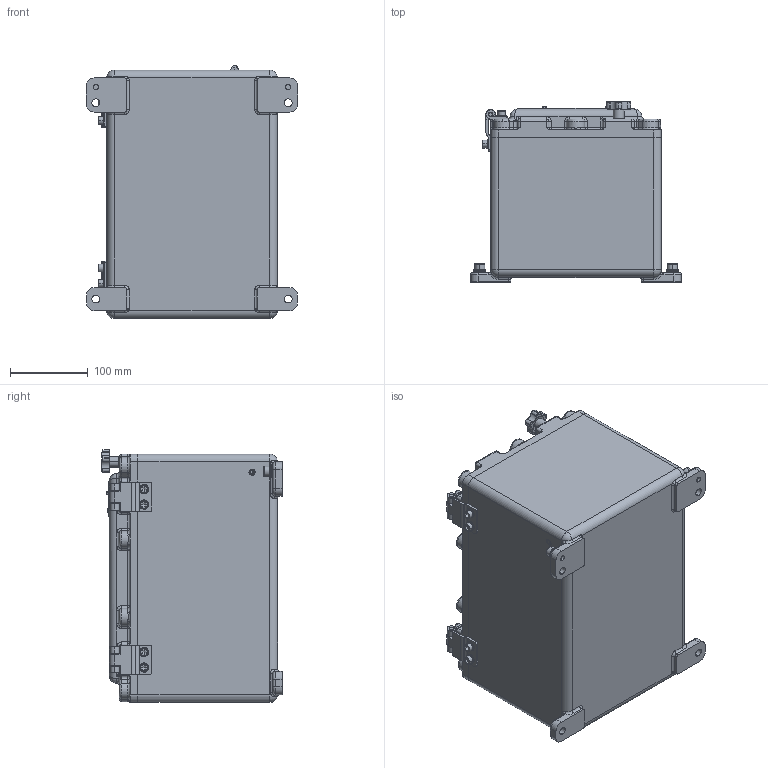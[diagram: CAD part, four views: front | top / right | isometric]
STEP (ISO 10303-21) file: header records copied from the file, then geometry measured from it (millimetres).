
FILE_DESCRIPTION (( 'STEP AP203' ), '1' );
FILE_NAME ('40104010.step', '2019-04-15T13:59:02', ( '' ), ( '' ), 'SwSTEP 2.0', 'SolidWorks 2018', '' );
FILE_SCHEMA (( 'CONFIG_CONTROL_DESIGN' ));
Length unit declared in the file: millimetre
Products named in the file (25): 40000036126_4-5g; 70439; 40104010; 93711; 92780; 93426; 83126; 70850_Tag plate & name plate machining; 56931; 83134; 93351; 98056; 93414; 92081; 92785; 82014_40104010; 93412; 98063; 70440; 93430_EN ISO 4762 M8 x 12 - 12N; 92783; 93417_M8x30; 40304010; 70800_Hinge MCN; 41149
Assembly tree (75 placements, depth 3):
  40000036126_4-5g
  40104010
    70800_Hinge MCN
    82014_40104010
    40304010
    98063  x10
    93711  x2
    93426  x8
    98056  x4
    93351  x2
    93430_EN ISO 4762 M8 x 12 - 12N  x2
    92081  x3
    70850_Tag plate & name plate machining
    92783
    93414  x2
    92780
    93412  x2
    83126  x10
    93417_M8x30  x10
    41149
    56931  x2
      70439
      70440
      83134
      93426
      98063
  92785
Bounding box: 272 x 232.42 x 326 mm (x, y, z)
Volume: 4606868.3 mm3; surface area: 910255.7 mm2
Topology: 84 solids, 84 shells, 2994 faces, 6827 edges, 3986 vertices
Faces by surface type: cylinder 1079, plane 1000, torus 353, bspline 279, cone 237, sphere 46
Entity records: 76741 total; most frequent: CARTESIAN_POINT 27639, DIRECTION 9691, ORIENTED_EDGE 9314, EDGE_CURVE 4657, AXIS2_PLACEMENT_3D 3870, VERTEX_POINT 2777, EDGE_LOOP 2160, CIRCLE 2058
